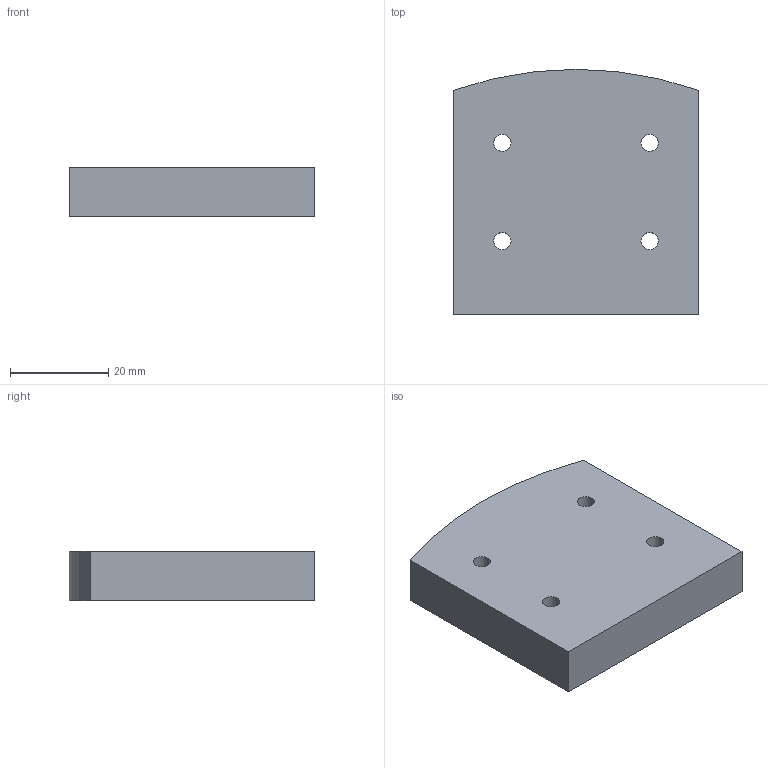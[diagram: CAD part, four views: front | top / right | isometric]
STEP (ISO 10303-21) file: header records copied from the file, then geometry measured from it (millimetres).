
FILE_DESCRIPTION(/* description */ ('','CAx-IF Rec.Pracs.---Representation and Presentation of Product Manufacturing Information (PMI)---4.0---2014-10-13'),/* implementation_level */ '2;1');
FILE_NAME(/* name */ '6_Axis_0base_0plate.step',/* time_stamp */ '2024-12-27T13:58:13+09:00',/* author */ (''),/* organization */ (''),/* preprocessor_version */ 'ST-DEVELOPER v20',/* originating_system */ 'Autodesk Translation Framework v13.20.0.188',/* authorisation */ '');
FILE_SCHEMA (('AP242_MANAGED_MODEL_BASED_3D_ENGINEERING_MIM_LF { 1 0 10303 442 1 1 4 }'));
Length unit declared in the file: millimetre
Products named in the file (1): 6_Axis_0base_0plate
Bounding box: 50 x 50 x 10 mm (x, y, z)
Volume: 23684.8 mm3; surface area: 7239.8 mm2
Topology: 1 solids, 1 shells, 18 faces, 36 edges, 24 vertices
Faces by surface type: cylinder 9, plane 9
Full cylindrical faces by diameter (mm): 3.5 x4, 6 x4
Entity records: 527 total; most frequent: DIRECTION 92, CARTESIAN_POINT 79, ORIENTED_EDGE 72, AXIS2_PLACEMENT_3D 37, EDGE_CURVE 36, EDGE_LOOP 30, VERTEX_POINT 24, FACE_OUTER_BOUND 18
